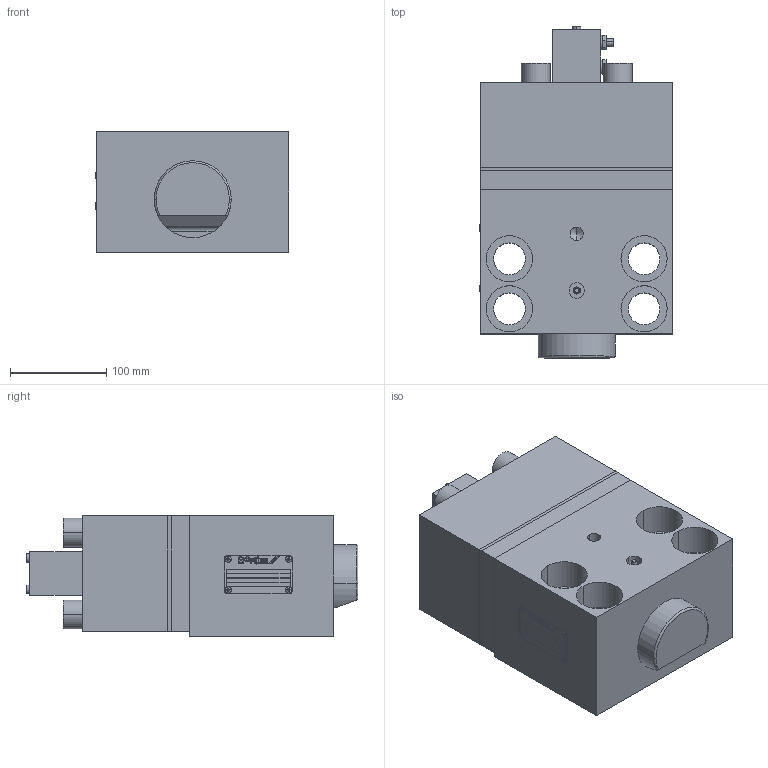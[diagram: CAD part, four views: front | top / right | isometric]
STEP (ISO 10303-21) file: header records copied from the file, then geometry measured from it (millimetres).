
FILE_DESCRIPTION(('STEP AP214'),'1');
FILE_NAME('38466508_HKS250_L_E.stp','2019-09-04T09:19:18',(' '),(' '),'Spatial InterOp 3D',' ',' ');
FILE_SCHEMA(('automotive_design'));
Length unit declared in the file: millimetre
Products named in the file (24): 1; 2; 3; 4; 5; 6; 7; 8; 9; 10; 11; 12; 13; 14; 15; 16; 17; 18; 19; 20; 21; 22; 23; 24
Bounding box: 201.5 x 344.98 x 125 mm (x, y, z)
Volume: 5644657.4 mm3; surface area: 593347.5 mm2
Topology: 24 solids, 24 shells, 981 faces, 2389 edges, 1530 vertices
Faces by surface type: plane 420, cylinder 273, extrusion 133, cone 66, torus 49, sphere 24, bspline 8, revolution 8
Entity records: 38006 total; most frequent: CARTESIAN_POINT 6544, DIRECTION 4711, ORIENTED_EDGE 4674, EDGE_CURVE 2337, AXIS2_PLACEMENT_3D 1660, VERTEX_POINT 1530, VECTOR 1383, LINE 1250
